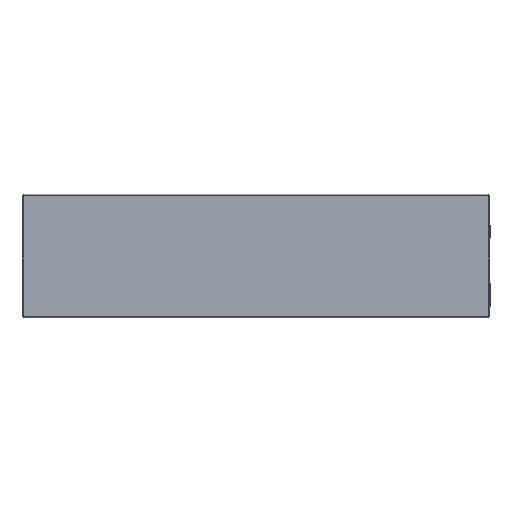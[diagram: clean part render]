
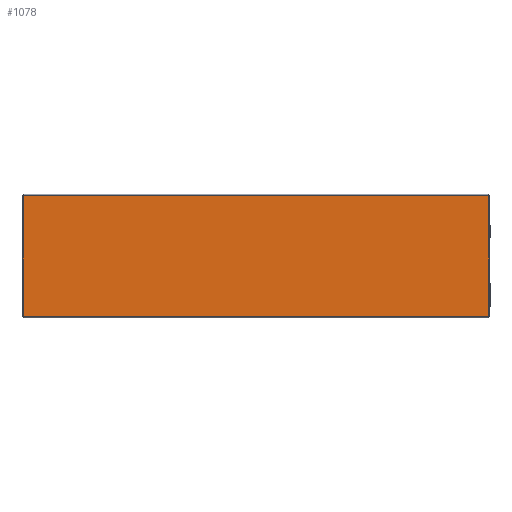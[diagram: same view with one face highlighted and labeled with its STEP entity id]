
A CAD part, top view. The second image highlights one B-rep face of the part: STEP entity #1078.
In plain terms, the highlighted planar face has unit normal (0, 0, 1).
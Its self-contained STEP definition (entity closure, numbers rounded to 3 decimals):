
#67 = ORIENTED_EDGE ( 'NONE', *, *, #115, .T. ) ;
#76 = LINE ( 'NONE', #935, #620 ) ;
#115 = EDGE_CURVE ( 'NONE', #497, #2198, #1170, .T. ) ;
#213 = DIRECTION ( 'NONE',  ( 0., 1., 0. ) ) ;
#318 = VECTOR ( 'NONE', #213, 1000. ) ;
#348 = DIRECTION ( 'NONE',  ( 1., 0., 0. ) ) ;
#358 = CARTESIAN_POINT ( 'NONE',  ( 0., 0., 0. ) ) ;
#362 = VERTEX_POINT ( 'NONE', #1239 ) ;
#383 = CARTESIAN_POINT ( 'NONE',  ( -350.8, -90.8, 0. ) ) ;
#392 = CARTESIAN_POINT ( 'NONE',  ( -350.8, -90.8, 0. ) ) ;
#441 = CARTESIAN_POINT ( 'NONE',  ( 353., 90.8, 0. ) ) ;
#497 = VERTEX_POINT ( 'NONE', #383 ) ;
#529 = DIRECTION ( 'NONE',  ( 1., 0., 0. ) ) ;
#534 = FACE_OUTER_BOUND ( 'NONE', #2004, .T. ) ;
#620 = VECTOR ( 'NONE', #1787, 1000. ) ;
#691 = LINE ( 'NONE', #392, #318 ) ;
#816 = VERTEX_POINT ( 'NONE', #2016 ) ;
#935 = CARTESIAN_POINT ( 'NONE',  ( 350.8, 90.8, 0. ) ) ;
#1062 = DIRECTION ( 'NONE',  ( 0., 0., 1. ) ) ;
#1078 = ADVANCED_FACE ( 'NONE', ( #534 ), #1390, .T. ) ;
#1140 = EDGE_CURVE ( 'NONE', #362, #2198, #76, .T. ) ;
#1170 = LINE ( 'NONE', #2054, #1194 ) ;
#1194 = VECTOR ( 'NONE', #348, 1000. ) ;
#1228 = CARTESIAN_POINT ( 'NONE',  ( 350.8, -90.8, 0. ) ) ;
#1230 = ORIENTED_EDGE ( 'NONE', *, *, #1140, .F. ) ;
#1239 = CARTESIAN_POINT ( 'NONE',  ( 350.8, 90.8, 0. ) ) ;
#1376 = ORIENTED_EDGE ( 'NONE', *, *, #1662, .F. ) ;
#1390 = PLANE ( 'NONE',  #2138 ) ;
#1586 = VECTOR ( 'NONE', #1661, 1000. ) ;
#1661 = DIRECTION ( 'NONE',  ( -1., 0., 0. ) ) ;
#1662 = EDGE_CURVE ( 'NONE', #497, #816, #691, .T. ) ;
#1787 = DIRECTION ( 'NONE',  ( 0., -1., 0. ) ) ;
#1829 = LINE ( 'NONE', #441, #1586 ) ;
#1839 = ORIENTED_EDGE ( 'NONE', *, *, #1894, .T. ) ;
#1894 = EDGE_CURVE ( 'NONE', #362, #816, #1829, .T. ) ;
#2004 = EDGE_LOOP ( 'NONE', ( #67, #1230, #1839, #1376 ) ) ;
#2016 = CARTESIAN_POINT ( 'NONE',  ( -350.8, 90.8, 0. ) ) ;
#2054 = CARTESIAN_POINT ( 'NONE',  ( 353., -90.8, 0. ) ) ;
#2138 = AXIS2_PLACEMENT_3D ( 'NONE', #358, #1062, #529 ) ;
#2198 = VERTEX_POINT ( 'NONE', #1228 ) ;
